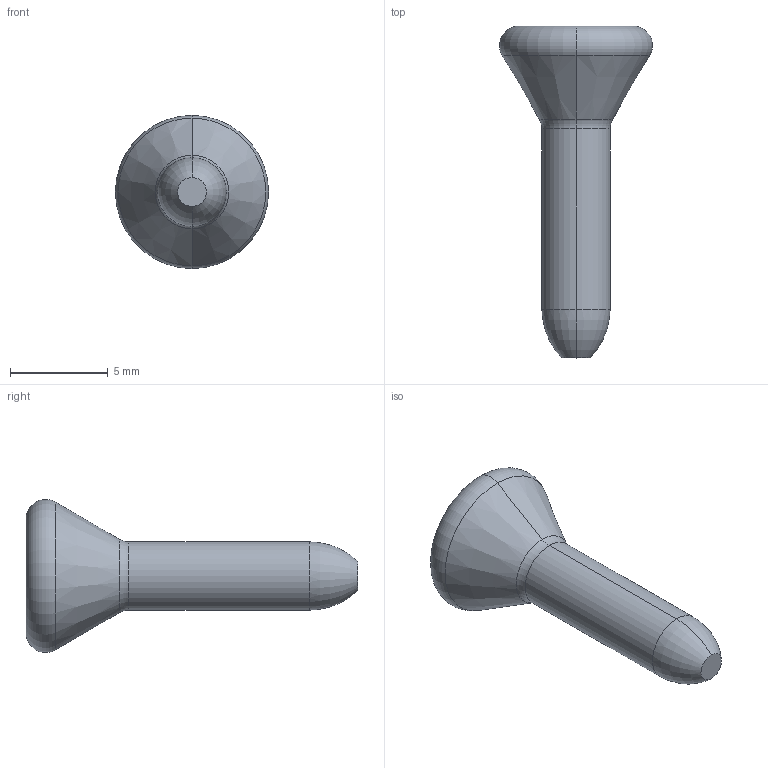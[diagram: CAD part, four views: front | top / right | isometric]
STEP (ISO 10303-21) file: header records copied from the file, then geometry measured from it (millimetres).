
FILE_DESCRIPTION (( 'STEP AP203' ), '1' );
FILE_NAME ('C-30-MR-4.STEP', '2006-06-08T00:06:24', ( ' ' ), ( ' ' ), 'SwSTEP 2.0', 'SolidWorks 2005204', '' );
FILE_SCHEMA (( 'CONFIG_CONTROL_DESIGN' ));
Length unit declared in the file: millimetre
Products named in the file (1): C-30-MR-4
Bounding box: 7.84 x 17 x 7.84 mm (x, y, z)
Volume: 263.3 mm3; surface area: 275.6 mm2
Topology: 1 solids, 1 shells, 12 faces, 22 edges, 12 vertices
Faces by surface type: torus 6, cone 2, plane 2, cylinder 2
Entity records: 377 total; most frequent: DIRECTION 66, CARTESIAN_POINT 47, ORIENTED_EDGE 44, AXIS2_PLACEMENT_3D 31, EDGE_CURVE 22, CIRCLE 18, EDGE_LOOP 12, ADVANCED_FACE 12
